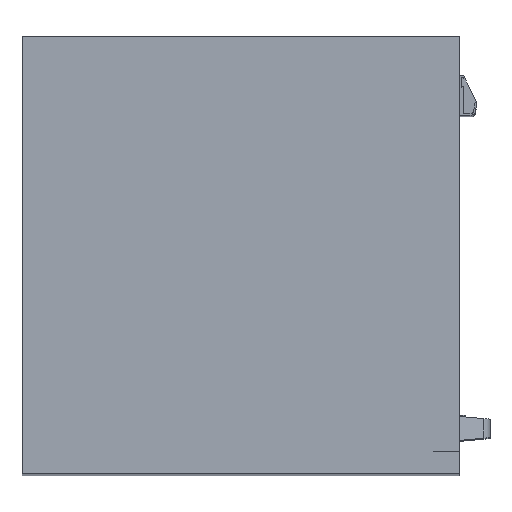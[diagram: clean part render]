
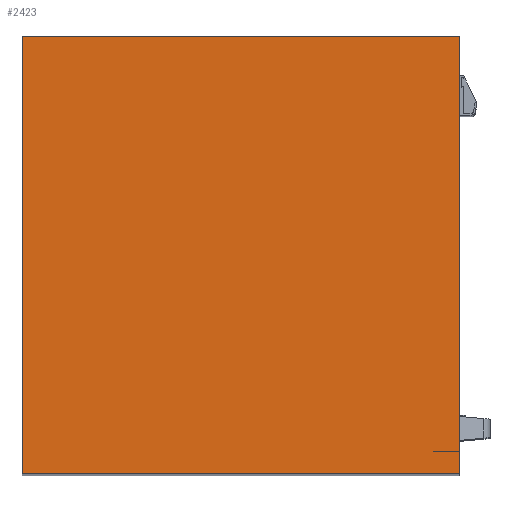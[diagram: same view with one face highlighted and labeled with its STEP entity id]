
A CAD part, top view. The second image highlights one B-rep face of the part: STEP entity #2423.
In plain terms, the highlighted planar face has unit normal (0, 0, 1).
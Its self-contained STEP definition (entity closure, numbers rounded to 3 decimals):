
#160=FACE_OUTER_BOUND('',#279,.T.);
#279=EDGE_LOOP('',(#1673,#1674,#1675,#1676));
#418=LINE('',#3581,#708);
#419=LINE('',#3583,#709);
#420=LINE('',#3585,#710);
#421=LINE('',#3586,#711);
#708=VECTOR('',#2855,10.);
#709=VECTOR('',#2856,10.);
#710=VECTOR('',#2857,10.);
#711=VECTOR('',#2858,10.);
#993=VERTEX_POINT('',#3579);
#994=VERTEX_POINT('',#3580);
#995=VERTEX_POINT('',#3582);
#996=VERTEX_POINT('',#3584);
#1284=EDGE_CURVE('',#993,#994,#418,.T.);
#1285=EDGE_CURVE('',#995,#993,#419,.T.);
#1286=EDGE_CURVE('',#996,#995,#420,.T.);
#1287=EDGE_CURVE('',#994,#996,#421,.T.);
#1673=ORIENTED_EDGE('',*,*,#1284,.F.);
#1674=ORIENTED_EDGE('',*,*,#1285,.F.);
#1675=ORIENTED_EDGE('',*,*,#1286,.F.);
#1676=ORIENTED_EDGE('',*,*,#1287,.F.);
#2225=PLANE('',#2613);
#2423=ADVANCED_FACE('',(#160),#2225,.T.);
#2613=AXIS2_PLACEMENT_3D('',#3578,#2853,#2854);
#2853=DIRECTION('center_axis',(0.,0.,1.));
#2854=DIRECTION('ref_axis',(1.,0.,0.));
#2855=DIRECTION('',(0.,1.,0.));
#2856=DIRECTION('',(-1.,0.,0.));
#2857=DIRECTION('',(0.,-1.,0.));
#2858=DIRECTION('',(1.,0.,0.));
#3578=CARTESIAN_POINT('Origin',(0.,250.,1098.5));
#3579=CARTESIAN_POINT('',(-250.,0.,1098.5));
#3580=CARTESIAN_POINT('',(-250.,500.,1098.5));
#3581=CARTESIAN_POINT('',(-250.,500.,1098.5));
#3582=CARTESIAN_POINT('',(250.,0.,1098.5));
#3583=CARTESIAN_POINT('',(-250.,0.,1098.5));
#3584=CARTESIAN_POINT('',(250.,500.,1098.5));
#3585=CARTESIAN_POINT('',(250.,0.,1098.5));
#3586=CARTESIAN_POINT('',(250.,500.,1098.5));
